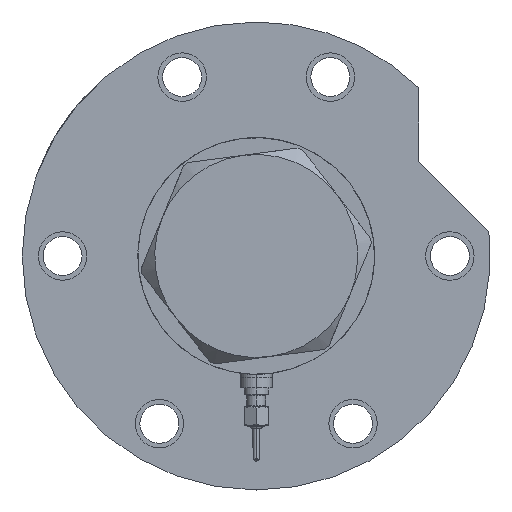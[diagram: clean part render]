
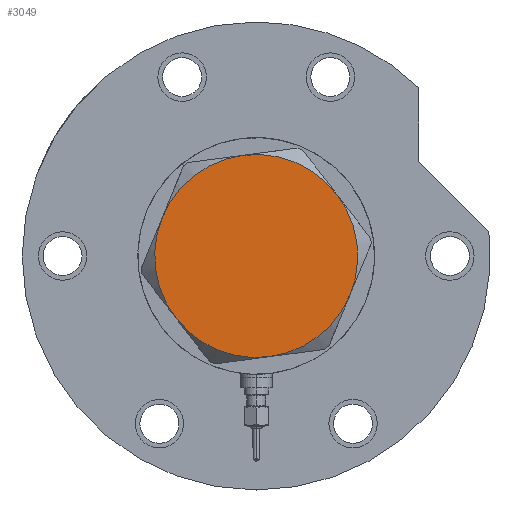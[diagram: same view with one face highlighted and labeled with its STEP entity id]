
A CAD part, left-side view. The second image highlights one B-rep face of the part: STEP entity #3049.
In plain terms, the highlighted face is planar.
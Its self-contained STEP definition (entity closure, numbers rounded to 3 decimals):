
#13 = CARTESIAN_POINT ( 'NONE',  ( -37.75, 0., 13. ) ) ;
#260 = AXIS2_PLACEMENT_3D ( 'NONE', #7818, #3592, #6635 ) ;
#420 = CARTESIAN_POINT ( 'NONE',  ( 0., 0., 13. ) ) ;
#522 = CIRCLE ( 'NONE', #6135, 37.75 ) ;
#618 = ORIENTED_EDGE ( 'NONE', *, *, #7655, .T. ) ;
#627 = FACE_OUTER_BOUND ( 'NONE', #2119, .T. ) ;
#818 = ORIENTED_EDGE ( 'NONE', *, *, #1767, .T. ) ;
#939 = VERTEX_POINT ( 'NONE', #6799 ) ;
#1082 = DIRECTION ( 'NONE',  ( 1., 0., 0. ) ) ;
#1445 = DIRECTION ( 'NONE',  ( 1., 0., 0. ) ) ;
#1483 = CARTESIAN_POINT ( 'NONE',  ( 0., 0., 13. ) ) ;
#1767 = EDGE_CURVE ( 'NONE', #939, #4454, #3396, .T. ) ;
#1790 = DIRECTION ( 'NONE',  ( 0., 0., 1. ) ) ;
#2119 = EDGE_LOOP ( 'NONE', ( #5331, #3236, #618, #818, #6986, #3294 ) ) ;
#2365 = CARTESIAN_POINT ( 'NONE',  ( 0., 0., 13. ) ) ;
#2371 = DIRECTION ( 'NONE',  ( 1., 0., 0. ) ) ;
#2545 = DIRECTION ( 'NONE',  ( 1., 0., 0. ) ) ;
#2556 = AXIS2_PLACEMENT_3D ( 'NONE', #5581, #2814, #1445 ) ;
#2728 = CIRCLE ( 'NONE', #7285, 37.75 ) ;
#2731 = VERTEX_POINT ( 'NONE', #7638 ) ;
#2814 = DIRECTION ( 'NONE',  ( 0., 0., 1. ) ) ;
#2825 = CARTESIAN_POINT ( 'NONE',  ( 37.75, 0., 13. ) ) ;
#2942 = CIRCLE ( 'NONE', #7510, 37.75 ) ;
#3049 = ADVANCED_FACE ( 'NONE', ( #627 ), #3123, .T. ) ;
#3123 = PLANE ( 'NONE',  #2556 ) ;
#3236 = ORIENTED_EDGE ( 'NONE', *, *, #6008, .T. ) ;
#3294 = ORIENTED_EDGE ( 'NONE', *, *, #4354, .T. ) ;
#3396 = CIRCLE ( 'NONE', #3782, 37.75 ) ;
#3405 = EDGE_CURVE ( 'NONE', #7248, #8062, #2942, .T. ) ;
#3592 = DIRECTION ( 'NONE',  ( 0., 0., 1. ) ) ;
#3634 = DIRECTION ( 'NONE',  ( 0., 0., 1. ) ) ;
#3782 = AXIS2_PLACEMENT_3D ( 'NONE', #420, #3634, #1082 ) ;
#4354 = EDGE_CURVE ( 'NONE', #2731, #7248, #4543, .T. ) ;
#4454 = VERTEX_POINT ( 'NONE', #13 ) ;
#4543 = CIRCLE ( 'NONE', #5184, 37.75 ) ;
#4656 = VERTEX_POINT ( 'NONE', #7628 ) ;
#4882 = DIRECTION ( 'NONE',  ( 0., 0., 1. ) ) ;
#4921 = DIRECTION ( 'NONE',  ( 1., 0., 0. ) ) ;
#5053 = DIRECTION ( 'NONE',  ( 0., 0., 1. ) ) ;
#5184 = AXIS2_PLACEMENT_3D ( 'NONE', #2365, #4882, #4921 ) ;
#5331 = ORIENTED_EDGE ( 'NONE', *, *, #3405, .T. ) ;
#5581 = CARTESIAN_POINT ( 'NONE',  ( 0., 0., 13. ) ) ;
#6008 = EDGE_CURVE ( 'NONE', #8062, #4656, #2728, .T. ) ;
#6135 = AXIS2_PLACEMENT_3D ( 'NONE', #1483, #6916, #2545 ) ;
#6168 = DIRECTION ( 'NONE',  ( 1., 0., 0. ) ) ;
#6272 = CARTESIAN_POINT ( 'NONE',  ( 0., 0., 13. ) ) ;
#6635 = DIRECTION ( 'NONE',  ( 1., 0., 0. ) ) ;
#6799 = CARTESIAN_POINT ( 'NONE',  ( -18.875, 32.692, 13. ) ) ;
#6916 = DIRECTION ( 'NONE',  ( 0., 0., 1. ) ) ;
#6986 = ORIENTED_EDGE ( 'NONE', *, *, #7989, .T. ) ;
#7141 = CARTESIAN_POINT ( 'NONE',  ( 18.875, -32.692, 13. ) ) ;
#7248 = VERTEX_POINT ( 'NONE', #7141 ) ;
#7285 = AXIS2_PLACEMENT_3D ( 'NONE', #7393, #1790, #6168 ) ;
#7393 = CARTESIAN_POINT ( 'NONE',  ( 0., 0., 13. ) ) ;
#7510 = AXIS2_PLACEMENT_3D ( 'NONE', #6272, #5053, #2371 ) ;
#7576 = CIRCLE ( 'NONE', #260, 37.75 ) ;
#7628 = CARTESIAN_POINT ( 'NONE',  ( 18.875, 32.692, 13. ) ) ;
#7638 = CARTESIAN_POINT ( 'NONE',  ( -18.875, -32.692, 13. ) ) ;
#7655 = EDGE_CURVE ( 'NONE', #4656, #939, #7576, .T. ) ;
#7818 = CARTESIAN_POINT ( 'NONE',  ( 0., 0., 13. ) ) ;
#7989 = EDGE_CURVE ( 'NONE', #4454, #2731, #522, .T. ) ;
#8062 = VERTEX_POINT ( 'NONE', #2825 ) ;
